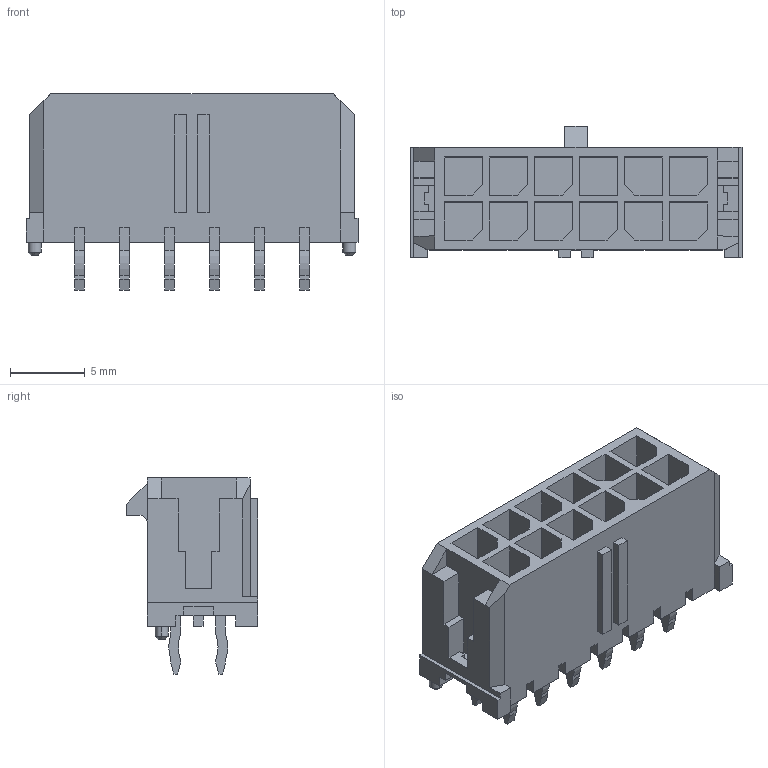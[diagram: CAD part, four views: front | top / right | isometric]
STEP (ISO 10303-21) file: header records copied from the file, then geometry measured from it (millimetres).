
FILE_DESCRIPTION(('STEP AP214'),'1');
FILE_NAME('43045-1213.stp','2017-04-30T19:35:12',('TraceParts'),('TraceParts S.A.'),'Spatial InterOp 3D',' ',' ');
FILE_SCHEMA(('automotive_design'));
Length unit declared in the file: millimetre
Products named in the file (2): 43045-1213_1; 1
Bounding box: 22.15 x 8.77 x 13.09 mm (x, y, z)
Volume: 866.8 mm3; surface area: 1887.8 mm2
Topology: 1 solids, 1 shells, 439 faces, 1211 edges, 828 vertices
Faces by surface type: plane 402, cylinder 29, cone 8
Entity records: 13670 total; most frequent: CARTESIAN_POINT 2406, ORIENTED_EDGE 2348, DIRECTION 2191, EDGE_CURVE 1174, LINE 1113, VECTOR 1113, VERTEX_POINT 754, AXIS2_PLACEMENT_3D 539
